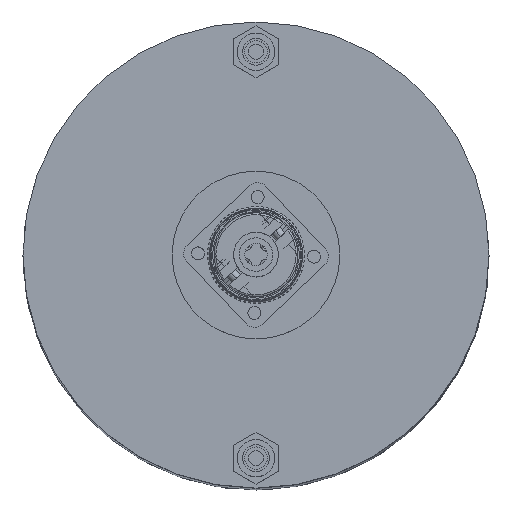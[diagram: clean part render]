
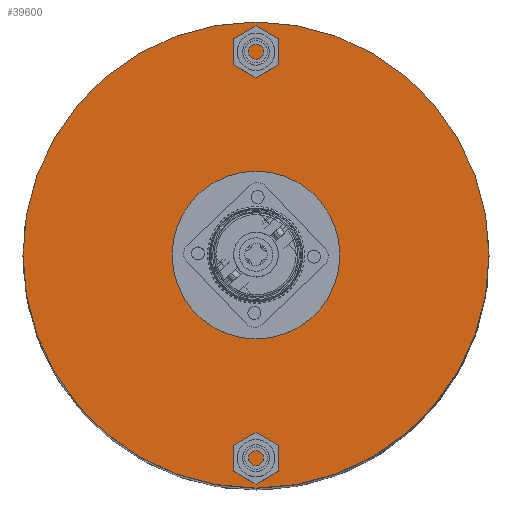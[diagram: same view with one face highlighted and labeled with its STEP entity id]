
A CAD part, top view. The second image highlights one B-rep face of the part: STEP entity #39600.
In plain terms, the highlighted planar face has unit normal (0, 0, 1).
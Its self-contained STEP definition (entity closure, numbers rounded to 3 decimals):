
#1588 = EDGE_LOOP ( 'NONE', ( #5088, #86646 ) ) ;
#4837 = DIRECTION ( 'NONE',  ( 1., 0., 0. ) ) ;
#5088 = ORIENTED_EDGE ( 'NONE', *, *, #44321, .T. ) ;
#5525 = FACE_OUTER_BOUND ( 'NONE', #96424, .T. ) ;
#7672 = DIRECTION ( 'NONE',  ( -1., 0., 0. ) ) ;
#8559 = AXIS2_PLACEMENT_3D ( 'NONE', #100342, #36269, #91686 ) ;
#14232 = CARTESIAN_POINT ( 'NONE',  ( -62.5, 0., 35.5 ) ) ;
#18639 = CARTESIAN_POINT ( 'NONE',  ( 0., 0., 35.5 ) ) ;
#20346 = CARTESIAN_POINT ( 'NONE',  ( 0., 0., 35.5 ) ) ;
#28391 = CARTESIAN_POINT ( 'NONE',  ( 62.5, 0., 35.5 ) ) ;
#29315 = CIRCLE ( 'NONE', #86803, 22.5 ) ;
#30262 = VERTEX_POINT ( 'NONE', #98261 ) ;
#33735 = ORIENTED_EDGE ( 'NONE', *, *, #89184, .F. ) ;
#36269 = DIRECTION ( 'NONE',  ( 0., 0., -1. ) ) ;
#39600 = ADVANCED_FACE ( 'NONE', ( #5525, #87105 ), #43059, .T. ) ;
#42408 = EDGE_CURVE ( 'NONE', #30262, #102330, #80265, .T. ) ;
#43059 = PLANE ( 'NONE',  #50716 ) ;
#44321 = EDGE_CURVE ( 'NONE', #102330, #30262, #29315, .T. ) ;
#50716 = AXIS2_PLACEMENT_3D ( 'NONE', #20346, #75606, #4837 ) ;
#53015 = DIRECTION ( 'NONE',  ( 0., 0., -1. ) ) ;
#60977 = DIRECTION ( 'NONE',  ( -1., 0., 0. ) ) ;
#62260 = VERTEX_POINT ( 'NONE', #28391 ) ;
#64454 = EDGE_CURVE ( 'NONE', #91230, #62260, #78381, .T. ) ;
#70429 = AXIS2_PLACEMENT_3D ( 'NONE', #18639, #80822, #81169 ) ;
#75606 = DIRECTION ( 'NONE',  ( 0., 0., 1. ) ) ;
#78381 = CIRCLE ( 'NONE', #70429, 62.5 ) ;
#78827 = CARTESIAN_POINT ( 'NONE',  ( 0., 0., 35.5 ) ) ;
#80265 = CIRCLE ( 'NONE', #8559, 22.5 ) ;
#80822 = DIRECTION ( 'NONE',  ( 0., 0., -1. ) ) ;
#81169 = DIRECTION ( 'NONE',  ( -1., 0., 0. ) ) ;
#81219 = ORIENTED_EDGE ( 'NONE', *, *, #64454, .F. ) ;
#86646 = ORIENTED_EDGE ( 'NONE', *, *, #42408, .T. ) ;
#86794 = DIRECTION ( 'NONE',  ( 0., 0., -1. ) ) ;
#86803 = AXIS2_PLACEMENT_3D ( 'NONE', #92813, #53015, #60977 ) ;
#87105 = FACE_BOUND ( 'NONE', #1588, .T. ) ;
#87499 = CARTESIAN_POINT ( 'NONE',  ( -22.5, 0., 35.5 ) ) ;
#89184 = EDGE_CURVE ( 'NONE', #62260, #91230, #99480, .T. ) ;
#91230 = VERTEX_POINT ( 'NONE', #14232 ) ;
#91686 = DIRECTION ( 'NONE',  ( -1., 0., 0. ) ) ;
#92813 = CARTESIAN_POINT ( 'NONE',  ( 0., 0., 35.5 ) ) ;
#94246 = AXIS2_PLACEMENT_3D ( 'NONE', #78827, #86794, #7672 ) ;
#96424 = EDGE_LOOP ( 'NONE', ( #81219, #33735 ) ) ;
#98261 = CARTESIAN_POINT ( 'NONE',  ( 22.5, 0., 35.5 ) ) ;
#99480 = CIRCLE ( 'NONE', #94246, 62.5 ) ;
#100342 = CARTESIAN_POINT ( 'NONE',  ( 0., 0., 35.5 ) ) ;
#102330 = VERTEX_POINT ( 'NONE', #87499 ) ;
